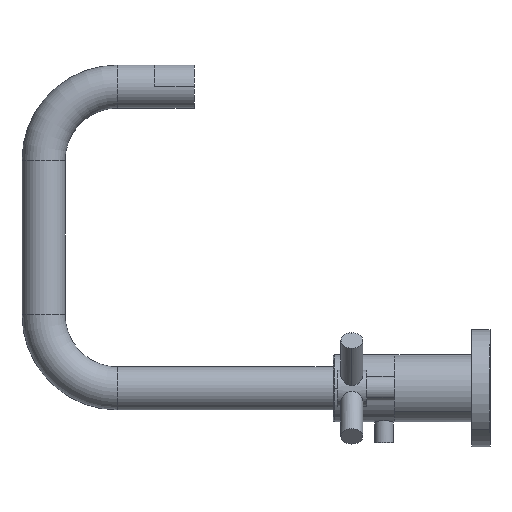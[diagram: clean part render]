
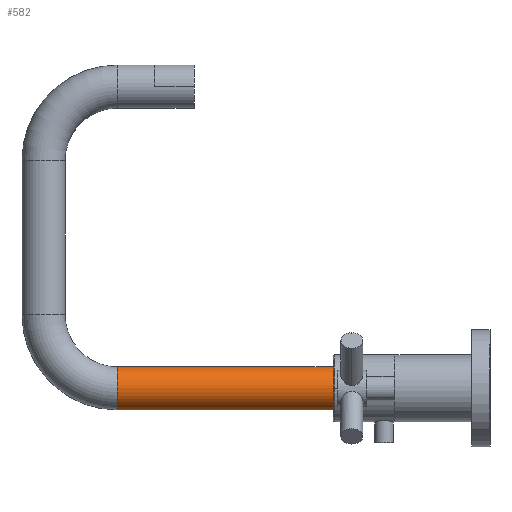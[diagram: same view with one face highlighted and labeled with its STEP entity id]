
A CAD part, left-side view. The second image highlights one B-rep face of the part: STEP entity #582.
In plain terms, the highlighted cylindrical face has radius 11.113 mm (diameter 22.225 mm), a partial arc.
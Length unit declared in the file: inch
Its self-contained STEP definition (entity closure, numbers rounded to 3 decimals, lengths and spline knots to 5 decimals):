
#17=DIRECTION('',(0.,-1.,0.));
#18=VECTOR('',#17,4.3745);
#19=CARTESIAN_POINT('',(0.,7.5595,-0.4375));
#20=LINE('',#19,#18);
#26=CARTESIAN_POINT('',(0.,3.185,0.));
#27=DIRECTION('',(0.,1.,0.));
#28=DIRECTION('',(0.,0.,-1.));
#29=AXIS2_PLACEMENT_3D('',#26,#27,#28);
#217=DIRECTION('',(0.,-1.,0.));
#218=VECTOR('',#217,4.3745);
#219=CARTESIAN_POINT('',(0.,7.5595,0.4375));
#220=LINE('',#219,#218);
#221=CARTESIAN_POINT('',(0.,7.5595,0.));
#222=DIRECTION('',(0.,-1.,0.));
#223=DIRECTION('',(0.,0.,1.));
#224=AXIS2_PLACEMENT_3D('',#221,#222,#223);
#330=CARTESIAN_POINT('',(0.,7.5595,-0.4375));
#331=CARTESIAN_POINT('',(0.,7.5595,0.4375));
#332=VERTEX_POINT('',#330);
#333=VERTEX_POINT('',#331);
#346=CARTESIAN_POINT('',(0.,3.185,0.4375));
#347=CARTESIAN_POINT('',(0.,3.185,-0.4375));
#348=VERTEX_POINT('',#346);
#349=VERTEX_POINT('',#347);
#570=CARTESIAN_POINT('',(0.,2.685,0.));
#571=DIRECTION('',(0.,1.,0.));
#572=DIRECTION('',(0.,0.,1.));
#573=AXIS2_PLACEMENT_3D('',#570,#571,#572);
#574=CYLINDRICAL_SURFACE('',#573,0.4375);
#575=ORIENTED_EDGE('',*,*,#411,.F.);
#576=ORIENTED_EDGE('',*,*,#394,.F.);
#578=ORIENTED_EDGE('',*,*,#577,.F.);
#579=ORIENTED_EDGE('',*,*,#391,.T.);
#580=EDGE_LOOP('',(#575,#576,#578,#579));
#581=FACE_OUTER_BOUND('',#580,.F.);
#582=ADVANCED_FACE('',(#581),#574,.T.);
#30=CIRCLE('',#29,0.4375);
#225=CIRCLE('',#224,0.4375);
#391=EDGE_CURVE('',#333,#348,#220,.T.);
#394=EDGE_CURVE('',#332,#349,#20,.T.);
#411=EDGE_CURVE('',#349,#348,#30,.T.);
#577=EDGE_CURVE('',#333,#332,#225,.T.);
